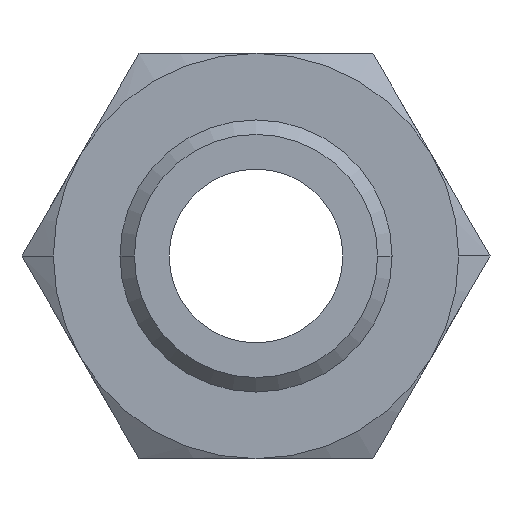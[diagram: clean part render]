
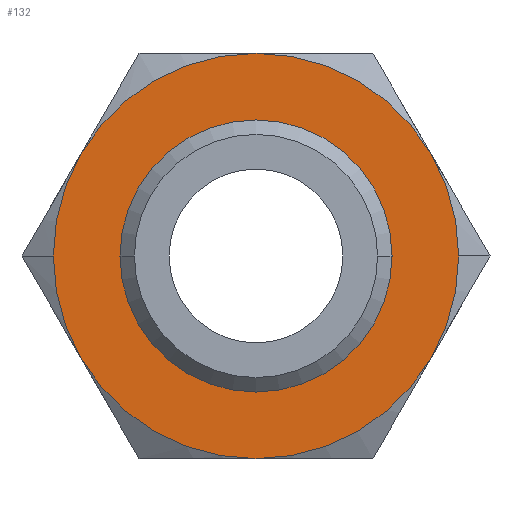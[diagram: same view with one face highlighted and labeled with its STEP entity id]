
A CAD part, front view. The second image highlights one B-rep face of the part: STEP entity #132.
In plain terms, the highlighted planar face has unit normal (0, -1, 0).
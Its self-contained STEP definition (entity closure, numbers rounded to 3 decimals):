
#132=ADVANCED_FACE('',(#277,#278),#279,.T.);
#277=FACE_OUTER_BOUND('',#432,.T.);
#278=FACE_BOUND('',#433,.T.);
#279=PLANE('',#434);
#432=EDGE_LOOP('',(#728,#729,#730,#731,#732,#733,#734,#735));
#433=EDGE_LOOP('',(#736,#737));
#434=AXIS2_PLACEMENT_3D('',#738,#739,#740);
#728=ORIENTED_EDGE('',*,*,#887,.F.);
#729=ORIENTED_EDGE('',*,*,#909,.F.);
#730=ORIENTED_EDGE('',*,*,#975,.F.);
#731=ORIENTED_EDGE('',*,*,#882,.F.);
#732=ORIENTED_EDGE('',*,*,#996,.F.);
#733=ORIENTED_EDGE('',*,*,#997,.F.);
#734=ORIENTED_EDGE('',*,*,#988,.F.);
#735=ORIENTED_EDGE('',*,*,#980,.F.);
#736=ORIENTED_EDGE('',*,*,#957,.F.);
#737=ORIENTED_EDGE('',*,*,#913,.F.);
#738=CARTESIAN_POINT('',(3.5,10.5,0.0));
#739=DIRECTION('',(-0.0,-1.0,-0.0));
#740=DIRECTION('',(-1.0,0.0,0.0));
#882=EDGE_CURVE('',#1030,#1032,#1033,.T.);
#887=EDGE_CURVE('',#1039,#1036,#1041,.T.);
#909=EDGE_CURVE('',#1078,#1039,#1080,.T.);
#913=EDGE_CURVE('',#1084,#1086,#1087,.T.);
#957=EDGE_CURVE('',#1086,#1084,#1152,.T.);
#975=EDGE_CURVE('',#1032,#1078,#1175,.T.);
#980=EDGE_CURVE('',#1036,#1180,#1181,.T.);
#988=EDGE_CURVE('',#1180,#1165,#1191,.T.);
#996=EDGE_CURVE('',#1193,#1030,#1200,.T.);
#997=EDGE_CURVE('',#1165,#1193,#1201,.T.);
#1030=VERTEX_POINT('',#1234);
#1032=VERTEX_POINT('',#1237);
#1033=CIRCLE('',#1238,7.0);
#1036=VERTEX_POINT('',#1252);
#1039=VERTEX_POINT('',#1256);
#1041=CIRCLE('',#1269,7.0);
#1078=VERTEX_POINT('',#1324);
#1080=CIRCLE('',#1337,7.0);
#1084=VERTEX_POINT('',#1352);
#1086=VERTEX_POINT('',#1355);
#1087=CIRCLE('',#1356,4.7);
#1152=CIRCLE('',#1517,4.7);
#1165=VERTEX_POINT('',#1565);
#1175=CIRCLE('',#1599,7.0);
#1180=VERTEX_POINT('',#1615);
#1181=CIRCLE('',#1616,7.0);
#1191=CIRCLE('',#1650,7.0);
#1193=VERTEX_POINT('',#1652);
#1200=CIRCLE('',#1683,7.0);
#1201=CIRCLE('',#1684,7.0);
#1234=CARTESIAN_POINT('',(-7.0,10.5,0.));
#1237=CARTESIAN_POINT('',(-6.062,10.5,3.5));
#1238=AXIS2_PLACEMENT_3D('',#1733,#1734,#1735);
#1252=CARTESIAN_POINT('',(7.0,10.5,0.));
#1256=CARTESIAN_POINT('',(6.062,10.5,3.5));
#1269=AXIS2_PLACEMENT_3D('',#1737,#1738,#1739);
#1324=CARTESIAN_POINT('',(0.,10.5,7.0));
#1337=AXIS2_PLACEMENT_3D('',#1768,#1769,#1770);
#1352=CARTESIAN_POINT('',(4.7,10.5,0.));
#1355=CARTESIAN_POINT('',(-4.7,10.5,0.));
#1356=AXIS2_PLACEMENT_3D('',#1772,#1773,#1774);
#1517=AXIS2_PLACEMENT_3D('',#1831,#1832,#1833);
#1565=CARTESIAN_POINT('',(0.0,10.5,-7.0));
#1599=AXIS2_PLACEMENT_3D('',#1847,#1848,#1849);
#1615=CARTESIAN_POINT('',(6.062,10.5,-3.5));
#1616=AXIS2_PLACEMENT_3D('',#1853,#1854,#1855);
#1650=AXIS2_PLACEMENT_3D('',#1861,#1862,#1863);
#1652=CARTESIAN_POINT('',(-6.062,10.5,-3.5));
#1683=AXIS2_PLACEMENT_3D('',#1866,#1867,#1868);
#1684=AXIS2_PLACEMENT_3D('',#1869,#1870,#1871);
#1733=CARTESIAN_POINT('',(0.0,10.5,0.0));
#1734=DIRECTION('',(-0.0,1.0,0.0));
#1735=DIRECTION('',(1.0,0.0,0.0));
#1737=CARTESIAN_POINT('',(0.0,10.5,0.0));
#1738=DIRECTION('',(-0.0,1.0,0.0));
#1739=DIRECTION('',(1.0,0.0,0.0));
#1768=CARTESIAN_POINT('',(0.0,10.5,0.0));
#1769=DIRECTION('',(-0.0,1.0,0.0));
#1770=DIRECTION('',(1.0,0.0,0.0));
#1772=CARTESIAN_POINT('',(0.0,10.5,0.0));
#1773=DIRECTION('',(0.0,-1.0,0.0));
#1774=DIRECTION('',(1.0,0.0,0.0));
#1831=CARTESIAN_POINT('',(0.0,10.5,0.0));
#1832=DIRECTION('',(0.0,-1.0,0.0));
#1833=DIRECTION('',(1.0,0.0,0.0));
#1847=CARTESIAN_POINT('',(0.0,10.5,0.0));
#1848=DIRECTION('',(-0.0,1.0,0.0));
#1849=DIRECTION('',(1.0,0.0,0.0));
#1853=CARTESIAN_POINT('',(0.0,10.5,0.0));
#1854=DIRECTION('',(-0.0,1.0,0.0));
#1855=DIRECTION('',(1.0,0.0,0.0));
#1861=CARTESIAN_POINT('',(0.0,10.5,0.0));
#1862=DIRECTION('',(-0.0,1.0,0.0));
#1863=DIRECTION('',(1.0,0.0,0.0));
#1866=CARTESIAN_POINT('',(0.0,10.5,0.0));
#1867=DIRECTION('',(-0.0,1.0,0.0));
#1868=DIRECTION('',(1.0,0.0,0.0));
#1869=CARTESIAN_POINT('',(0.0,10.5,0.0));
#1870=DIRECTION('',(-0.0,1.0,0.0));
#1871=DIRECTION('',(1.0,0.0,0.0));
